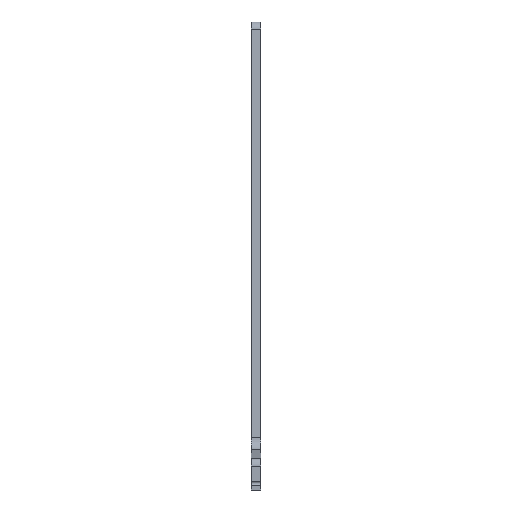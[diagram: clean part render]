
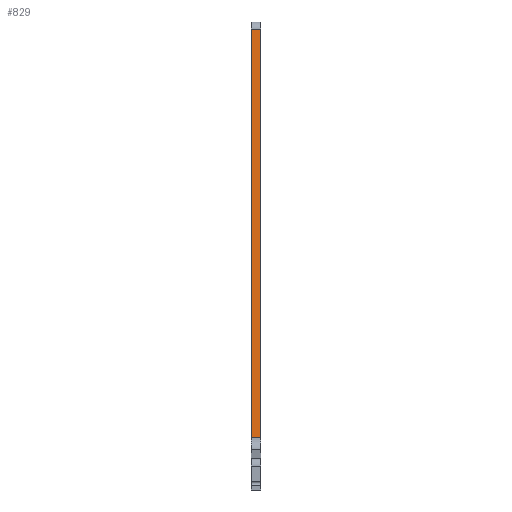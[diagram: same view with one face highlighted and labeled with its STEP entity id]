
A CAD part, left-side view. The second image highlights one B-rep face of the part: STEP entity #829.
In plain terms, the highlighted planar face has unit normal (-0.998, 0, 0.062).
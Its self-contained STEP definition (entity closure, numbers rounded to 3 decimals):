
#777=CARTESIAN_POINT('Vertex',(-83.665,-9.,-360.553)) ;
#780=CARTESIAN_POINT('Line Origine',(-83.665,0.,-360.553)) ;
#784=CARTESIAN_POINT('Vertex',(-83.665,9.,-360.553)) ;
#799=CARTESIAN_POINT('Axis2P3D Location',(-83.665,0.,-360.553)) ;
#804=CARTESIAN_POINT('Line Origine',(-59.02,-9.,35.19)) ;
#808=CARTESIAN_POINT('Vertex',(-34.376,-9.,430.932)) ;
#811=CARTESIAN_POINT('Line Origine',(-34.376,0.,430.932)) ;
#815=CARTESIAN_POINT('Vertex',(-34.376,9.,430.932)) ;
#818=CARTESIAN_POINT('Line Origine',(-59.02,9.,35.19)) ;
#781=DIRECTION('Vector Direction',(0.,1.,0.)) ;
#800=DIRECTION('Axis2P3D Direction',(-0.998,0.,0.062)) ;
#801=DIRECTION('Axis2P3D XDirection',(0.062,-0.,0.998)) ;
#805=DIRECTION('Vector Direction',(0.062,0.,0.998)) ;
#812=DIRECTION('Vector Direction',(0.,1.,0.)) ;
#819=DIRECTION('Vector Direction',(0.062,0.,0.998)) ;
#802=AXIS2_PLACEMENT_3D('Plane Axis2P3D',#799,#800,#801) ;
#824=ORIENTED_EDGE('',*,*,#786,.F.) ;
#825=ORIENTED_EDGE('',*,*,#810,.T.) ;
#826=ORIENTED_EDGE('',*,*,#817,.T.) ;
#827=ORIENTED_EDGE('',*,*,#822,.F.) ;
#782=VECTOR('Line Direction',#781,1.) ;
#806=VECTOR('Line Direction',#805,1.) ;
#813=VECTOR('Line Direction',#812,1.) ;
#820=VECTOR('Line Direction',#819,1.) ;
#829=ADVANCED_FACE('Corps principal',(#828),#803,.T.) ;
#786=EDGE_CURVE('',#778,#785,#783,.T.) ;
#810=EDGE_CURVE('',#778,#809,#807,.T.) ;
#817=EDGE_CURVE('',#809,#816,#814,.T.) ;
#822=EDGE_CURVE('',#785,#816,#821,.T.) ;
#823=EDGE_LOOP('',(#824,#825,#826,#827)) ;
#828=FACE_OUTER_BOUND('',#823,.T.) ;
#783=LINE('Line',#780,#782) ;
#807=LINE('Line',#804,#806) ;
#814=LINE('Line',#811,#813) ;
#821=LINE('Line',#818,#820) ;
#803=PLANE('Plane',#802) ;
#778=VERTEX_POINT('',#777) ;
#785=VERTEX_POINT('',#784) ;
#809=VERTEX_POINT('',#808) ;
#816=VERTEX_POINT('',#815) ;
